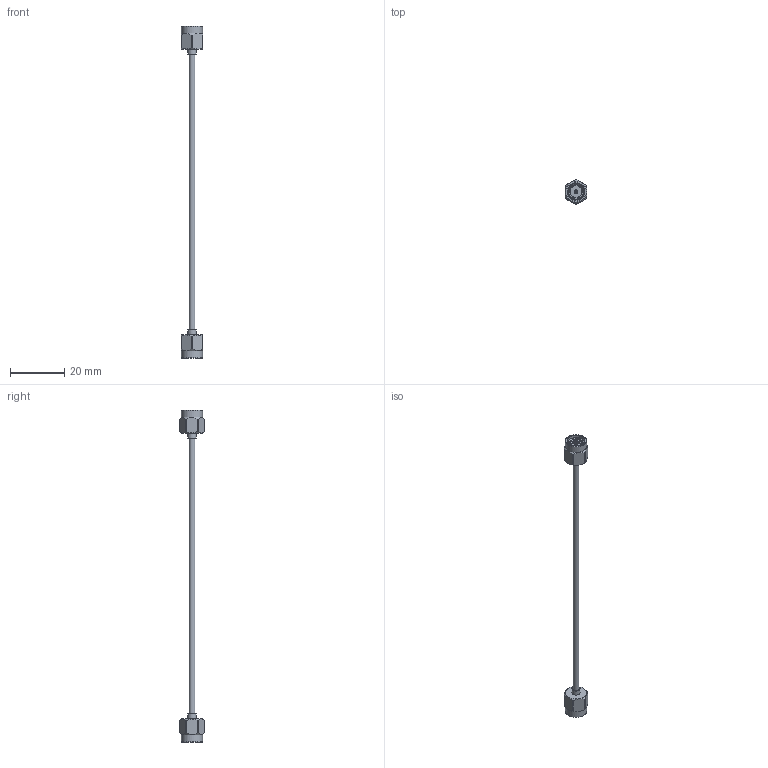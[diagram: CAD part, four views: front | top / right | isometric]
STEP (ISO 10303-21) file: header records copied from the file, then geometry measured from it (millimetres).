
FILE_DESCRIPTION (( 'STEP AP203' ), '1' );
FILE_NAME ('PE3867LF_3D.step', '2021-12-20T17:26:49', ( '' ), ( '' ), 'SwSTEP 2.0', 'SolidWorks 2021', '' );
FILE_SCHEMA (( 'CONFIG_CONTROL_DESIGN' ));
Length unit declared in the file: inch
Products named in the file (3): PE3867LF_3D; PE4005^PE3867LF; PE-SR405FL^PE3867LF_PE-SR405FL
Assembly tree (3 placements, depth 2):
  PE3867LF_3D
    PE-SR405FL^PE3867LF_PE-SR405FL
    PE4005^PE3867LF  x2
Bounding box: 8 x 9.02 x 122.22 mm (x, y, z)
Volume: 1082.7 mm3; surface area: 1733 mm2
Topology: 3 solids, 3 shells, 97 faces, 215 edges, 136 vertices
Faces by surface type: cylinder 31, plane 30, cone 24, torus 6, bspline 6
Full cylindrical faces by diameter (mm): 0.94 x2, 1.448 x2, 2.184 x1, 2.286 x2, 2.997 x2, 4.572 x2, 6.35 x2, 6.623 x2, 7.812 x2
Entity records: 2602 total; most frequent: CARTESIAN_POINT 1334, DIRECTION 204, ORIENTED_EDGE 166, AXIS2_PLACEMENT_3D 96, EDGE_CURVE 83, EDGE_LOOP 71, FACE_OUTER_BOUND 61, VERTEX_POINT 60
